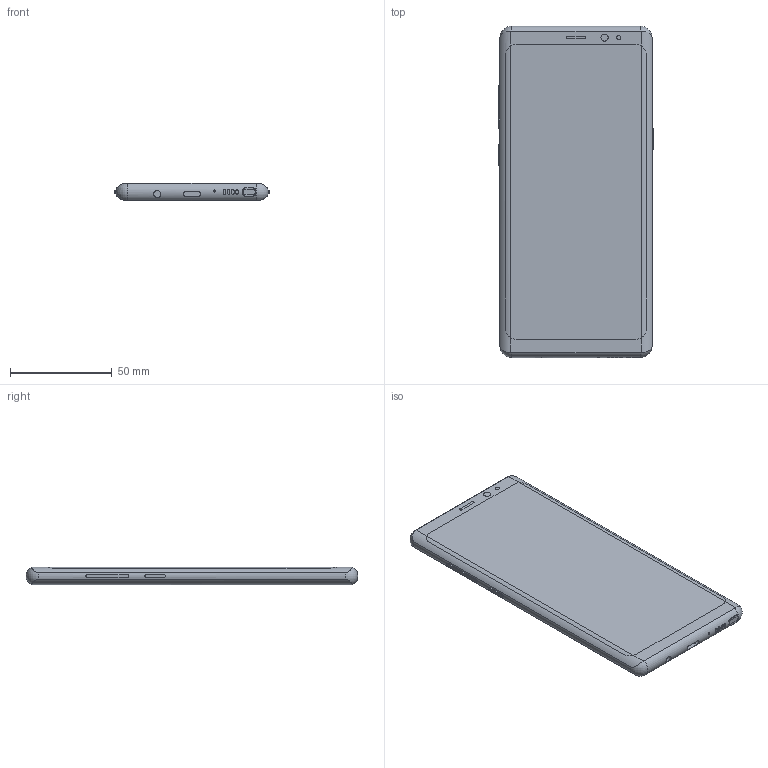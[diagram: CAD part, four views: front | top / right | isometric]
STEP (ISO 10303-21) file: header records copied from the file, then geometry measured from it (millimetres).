
FILE_DESCRIPTION (( 'STEP AP214' ), '1' );
FILE_NAME ('Samsung_note8.STEP', '2017-10-17T00:21:03', ( '' ), ( '' ), 'SwSTEP 2.0', 'SolidWorks 2016', '' );
FILE_SCHEMA (( 'AUTOMOTIVE_DESIGN' ));
Length unit declared in the file: millimetre
Products named in the file (1): Samsung_note8
Bounding box: 75.8 x 162.62 x 8.6 mm (x, y, z)
Volume: 99957.9 mm3; surface area: 26739.8 mm2
Topology: 1 solids, 1 shells, 100 faces, 376 edges, 306 vertices
Faces by surface type: plane 50, cylinder 36, torus 8, bspline 6
Entity records: 5246 total; most frequent: CARTESIAN_POINT 1393, ORIENTED_EDGE 752, DIRECTION 657, EDGE_CURVE 376, VERTEX_POINT 306, AXIS2_PLACEMENT_3D 232, LINE 193, VECTOR 193
